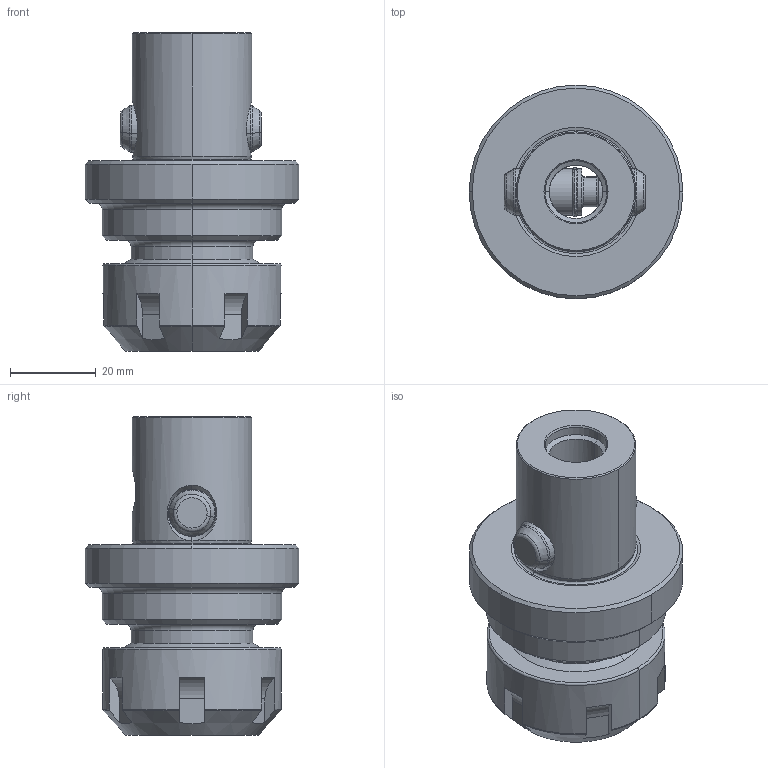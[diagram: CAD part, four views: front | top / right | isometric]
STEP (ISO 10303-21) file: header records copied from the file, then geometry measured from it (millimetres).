
FILE_DESCRIPTION(('no description'),'unknown implementation level');
FILE_NAME('EA9BAD7B-68BD-46F3-B27A-A18822FBEB10_export.stp',' ',('CIMSOURCE GmbH'),('CADClick - KiM GmbH - www.kimweb.de'),'unknown preprocess','ACIS','unknown authorization');
FILE_SCHEMA(('automotive_design'));
Length unit declared in the file: millimetre
Products named in the file (4): 335.142 Kaiser CKS5 X EX25|335.142 Kaiser CKS5 X EX25_Standard;NONE; 335.142 Kaiser CKS5 X EX25|951.076 Kaiser EX25_Standard;NONE; 335.142 Kaiser CKS5 X EX25|691.505 Kaiser ETL D11 X 33K_Standard|691.525 Mitnehmerbolzen_Standard;NONE; 335.142 Kaiser CKS5 X EX25|691.505 Kaiser ETL D11 X 33K_Standard|693.304 Sprengring_Standard;NONE
Bounding box: 50 x 50 x 74.51 mm (x, y, z)
Volume: 60109.4 mm3; surface area: 21889 mm2
Topology: 4 solids, 4 shells, 166 faces, 391 edges, 236 vertices
Faces by surface type: cylinder 49, cone 40, plane 39, torus 38
Entity records: 9919 total; most frequent: CARTESIAN_POINT 1491, DIRECTION 877, STYLED_ITEM 797, PRESENTATION_STYLE_ASSIGNMENT 797, COLOUR_RGB 797, ORIENTED_EDGE 782, EDGE_CURVE 391, CURVE_STYLE 391
